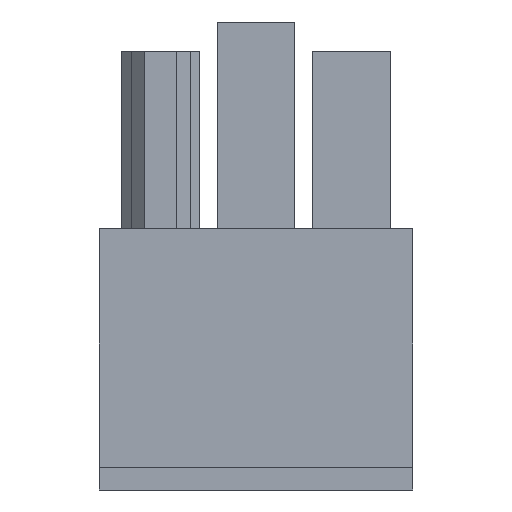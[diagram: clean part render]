
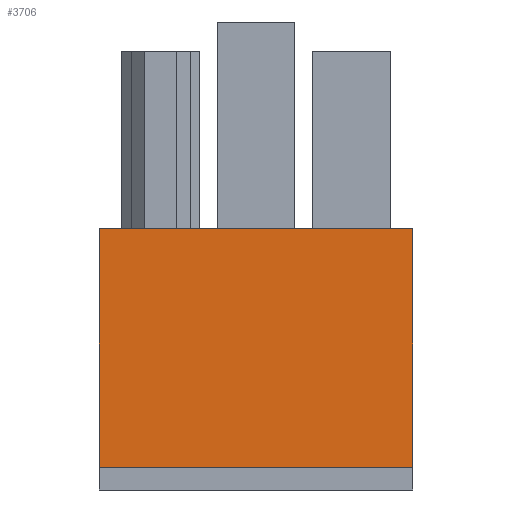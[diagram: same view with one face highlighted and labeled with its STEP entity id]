
A CAD part, front view. The second image highlights one B-rep face of the part: STEP entity #3706.
In plain terms, the highlighted planar face has unit normal (0, -1, 0).
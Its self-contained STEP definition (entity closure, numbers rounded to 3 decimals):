
#341=ORIENTED_EDGE('',*,*,#1399,.F.);
#342=ORIENTED_EDGE('',*,*,#1400,.F.);
#343=ORIENTED_EDGE('',*,*,#1401,.T.);
#344=ORIENTED_EDGE('',*,*,#1402,.T.);
#1399=EDGE_CURVE('',#1901,#1902,#2277,.T.);
#1400=EDGE_CURVE('',#1903,#1901,#2278,.T.);
#1401=EDGE_CURVE('',#1903,#1904,#2279,.T.);
#1402=EDGE_CURVE('',#1904,#1902,#2280,.T.);
#1901=VERTEX_POINT('',#5601);
#1902=VERTEX_POINT('',#5602);
#1903=VERTEX_POINT('',#5604);
#1904=VERTEX_POINT('',#5606);
#2277=LINE('',#5600,#2803);
#2278=LINE('',#5603,#2804);
#2279=LINE('',#5605,#2805);
#2280=LINE('',#5607,#2806);
#2803=VECTOR('',#4467,1000.);
#2804=VECTOR('',#4468,1000.);
#2805=VECTOR('',#4469,1000.);
#2806=VECTOR('',#4470,1000.);
#3109=EDGE_LOOP('',(#341,#342,#343,#344));
#3315=FACE_BOUND('',#3109,.T.);
#3514=PLANE('',#3923);
#3706=ADVANCED_FACE('',(#3315),#3514,.T.);
#3923=AXIS2_PLACEMENT_3D('',#5599,#4465,#4466);
#4465=DIRECTION('',(0.,-1.,0.));
#4466=DIRECTION('',(0.,0.,-1.));
#4467=DIRECTION('',(0.,0.,1.));
#4468=DIRECTION('',(-1.,0.,0.));
#4469=DIRECTION('',(0.,0.,1.));
#4470=DIRECTION('',(-1.,0.,0.));
#5599=CARTESIAN_POINT('',(6.9,-2.7,-4.75));
#5600=CARTESIAN_POINT('',(-6.9,-2.7,-4.75));
#5601=CARTESIAN_POINT('',(-6.9,-2.7,-4.75));
#5602=CARTESIAN_POINT('',(-6.9,-2.7,5.75));
#5603=CARTESIAN_POINT('',(6.9,-2.7,-4.75));
#5604=CARTESIAN_POINT('',(6.9,-2.7,-4.75));
#5605=CARTESIAN_POINT('',(6.9,-2.7,-4.75));
#5606=CARTESIAN_POINT('',(6.9,-2.7,5.75));
#5607=CARTESIAN_POINT('',(6.9,-2.7,5.75));
